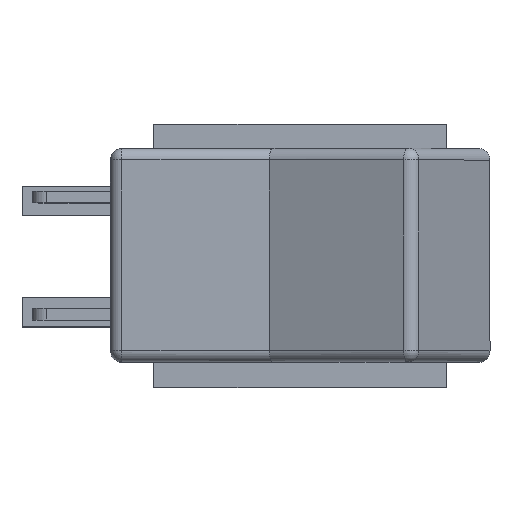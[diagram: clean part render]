
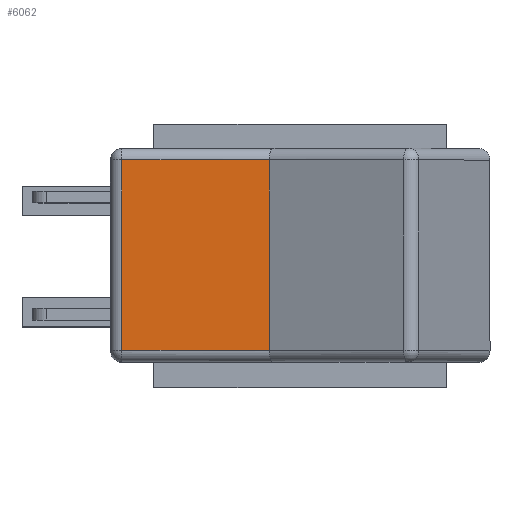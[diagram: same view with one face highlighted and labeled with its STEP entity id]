
A CAD part, top view. The second image highlights one B-rep face of the part: STEP entity #6062.
In plain terms, the highlighted planar face has unit normal (0, 0, 1).
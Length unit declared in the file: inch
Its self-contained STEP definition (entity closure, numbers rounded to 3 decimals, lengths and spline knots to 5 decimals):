
#490=FACE_OUTER_BOUND('',#827,.T.);
#827=EDGE_LOOP('',(#4396,#4397,#4398,#4399));
#1250=LINE('',#9113,#1889);
#1255=LINE('',#9132,#1894);
#1257=LINE('',#9136,#1896);
#1258=LINE('',#9137,#1897);
#1889=VECTOR('',#7272,0.3937);
#1894=VECTOR('',#7297,0.3937);
#1896=VECTOR('',#7301,0.3937);
#1897=VECTOR('',#7302,0.3937);
#2557=VERTEX_POINT('',#9107);
#2558=VERTEX_POINT('',#9111);
#2562=VERTEX_POINT('',#9131);
#2563=VERTEX_POINT('',#9135);
#3240=EDGE_CURVE('',#2558,#2557,#1250,.T.);
#3249=EDGE_CURVE('',#2557,#2562,#1255,.T.);
#3251=EDGE_CURVE('',#2558,#2563,#1257,.T.);
#3252=EDGE_CURVE('',#2562,#2563,#1258,.T.);
#4396=ORIENTED_EDGE('',*,*,#3240,.F.);
#4397=ORIENTED_EDGE('',*,*,#3251,.T.);
#4398=ORIENTED_EDGE('',*,*,#3252,.F.);
#4399=ORIENTED_EDGE('',*,*,#3249,.F.);
#5800=PLANE('',#6485);
#6062=ADVANCED_FACE('',(#490),#5800,.T.);
#6485=AXIS2_PLACEMENT_3D('',#9134,#7299,#7300);
#7272=DIRECTION('',(1.,0.,0.));
#7297=DIRECTION('',(0.,-1.,0.));
#7299=DIRECTION('center_axis',(0.,0.,
1.));
#7300=DIRECTION('ref_axis',(0.,-1.,0.));
#7301=DIRECTION('',(0.,-1.,0.));
#7302=DIRECTION('',(-1.,0.,0.));
#9107=CARTESIAN_POINT('',(0.09652,0.64943,0.70264));
#9111=CARTESIAN_POINT('',(-0.15569,0.64943,0.70264));
#9113=CARTESIAN_POINT('',(-0.08757,0.64943,0.70264));
#9131=CARTESIAN_POINT('',(0.09652,0.32384,0.70278));
#9132=CARTESIAN_POINT('',(0.09652,0.48663,0.70271));
#9134=CARTESIAN_POINT('Origin',(-0.15569,0.48663,0.70271));
#9135=CARTESIAN_POINT('',(-0.15569,0.32384,0.70278));
#9136=CARTESIAN_POINT('',(-0.15569,0.48663,0.70271));
#9137=CARTESIAN_POINT('',(-0.08757,0.32384,0.70278));
